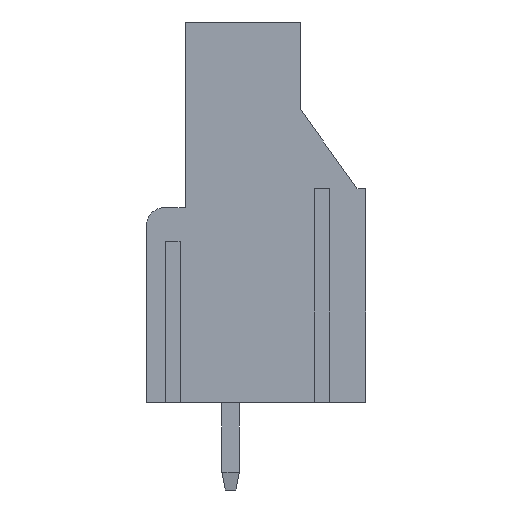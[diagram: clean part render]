
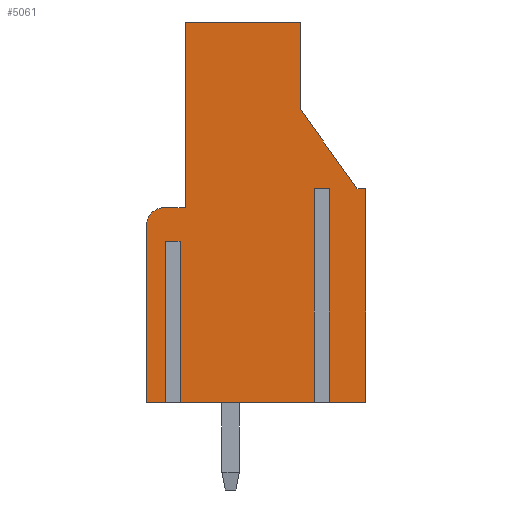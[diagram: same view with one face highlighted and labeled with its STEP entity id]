
A CAD part, left-side view. The second image highlights one B-rep face of the part: STEP entity #5061.
In plain terms, the highlighted planar face has unit normal (-1, 0, 0).
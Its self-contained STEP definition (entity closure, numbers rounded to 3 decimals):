
#313=LINE('',#7458,#809);
#321=LINE('',#7475,#817);
#323=LINE('',#7479,#819);
#326=LINE('',#7486,#822);
#329=LINE('',#7493,#825);
#333=LINE('',#7500,#829);
#430=LINE('',#9029,#926);
#437=LINE('',#9043,#933);
#447=LINE('',#9062,#943);
#451=LINE('',#9071,#947);
#454=LINE('',#9077,#950);
#478=LINE('',#9131,#974);
#491=LINE('',#9159,#987);
#495=LINE('',#9166,#991);
#504=LINE('',#9196,#1000);
#505=LINE('',#9197,#1001);
#506=LINE('',#9198,#1002);
#809=VECTOR('',#5931,1000.);
#817=VECTOR('',#5943,1000.);
#819=VECTOR('',#5947,1000.);
#822=VECTOR('',#5952,1000.);
#825=VECTOR('',#5957,1000.);
#829=VECTOR('',#5963,1000.);
#926=VECTOR('',#6250,1000.);
#933=VECTOR('',#6259,1000.);
#943=VECTOR('',#6271,1000.);
#947=VECTOR('',#6277,1000.);
#950=VECTOR('',#6282,1000.);
#974=VECTOR('',#6324,1000.);
#987=VECTOR('',#6347,1000.);
#991=VECTOR('',#6355,1000.);
#1000=VECTOR('',#6378,1000.);
#1001=VECTOR('',#6379,1000.);
#1002=VECTOR('',#6380,1000.);
#1857=ORIENTED_EDGE('',*,*,#2972,.F.);
#1858=ORIENTED_EDGE('',*,*,#3015,.F.);
#1859=ORIENTED_EDGE('',*,*,#2948,.F.);
#1860=ORIENTED_EDGE('',*,*,#2955,.F.);
#1861=ORIENTED_EDGE('',*,*,#3000,.F.);
#1862=ORIENTED_EDGE('',*,*,#2996,.F.);
#1863=ORIENTED_EDGE('',*,*,#3032,.F.);
#1864=ORIENTED_EDGE('',*,*,#2798,.F.);
#1865=ORIENTED_EDGE('',*,*,#2791,.T.);
#1866=ORIENTED_EDGE('',*,*,#2794,.T.);
#1867=ORIENTED_EDGE('',*,*,#3031,.F.);
#1868=ORIENTED_EDGE('',*,*,#2786,.F.);
#1869=ORIENTED_EDGE('',*,*,#2778,.F.);
#1870=ORIENTED_EDGE('',*,*,#2788,.T.);
#1871=ORIENTED_EDGE('',*,*,#3030,.F.);
#1872=ORIENTED_EDGE('',*,*,#3011,.F.);
#1873=ORIENTED_EDGE('',*,*,#2965,.F.);
#1874=ORIENTED_EDGE('',*,*,#2969,.F.);
#2778=EDGE_CURVE('',#3465,#3466,#313,.T.);
#2786=EDGE_CURVE('',#3466,#3471,#321,.T.);
#2788=EDGE_CURVE('',#3465,#3472,#323,.T.);
#2791=EDGE_CURVE('',#3476,#3475,#326,.T.);
#2794=EDGE_CURVE('',#3475,#3477,#329,.T.);
#2798=EDGE_CURVE('',#3476,#3480,#333,.T.);
#2948=EDGE_CURVE('',#3586,#3587,#430,.T.);
#2955=EDGE_CURVE('',#3591,#3586,#437,.T.);
#2965=EDGE_CURVE('',#3600,#3601,#447,.T.);
#2969=EDGE_CURVE('',#3604,#3600,#451,.T.);
#2972=EDGE_CURVE('',#3606,#3604,#454,.T.);
#2996=EDGE_CURVE('',#3626,#3627,#478,.T.);
#3000=EDGE_CURVE('',#3627,#3591,#3910,.T.);
#3011=EDGE_CURVE('',#3601,#3637,#491,.T.);
#3015=EDGE_CURVE('',#3587,#3606,#495,.T.);
#3030=EDGE_CURVE('',#3637,#3472,#504,.T.);
#3031=EDGE_CURVE('',#3471,#3477,#505,.T.);
#3032=EDGE_CURVE('',#3480,#3626,#506,.T.);
#3465=VERTEX_POINT('',#7459);
#3466=VERTEX_POINT('',#7460);
#3471=VERTEX_POINT('',#7474);
#3472=VERTEX_POINT('',#7478);
#3475=VERTEX_POINT('',#7485);
#3476=VERTEX_POINT('',#7487);
#3477=VERTEX_POINT('',#7491);
#3480=VERTEX_POINT('',#7498);
#3586=VERTEX_POINT('',#9030);
#3587=VERTEX_POINT('',#9031);
#3591=VERTEX_POINT('',#9042);
#3600=VERTEX_POINT('',#9063);
#3601=VERTEX_POINT('',#9064);
#3604=VERTEX_POINT('',#9072);
#3606=VERTEX_POINT('',#9078);
#3626=VERTEX_POINT('',#9130);
#3627=VERTEX_POINT('',#9132);
#3637=VERTEX_POINT('',#9160);
#3910=CIRCLE('',#5462,1.);
#4142=EDGE_LOOP('',(#1857,#1858,#1859,#1860,#1861,#1862,#1863,#1864,#1865,
#1866,#1867,#1868,#1869,#1870,#1871,#1872,#1873,#1874));
#4507=FACE_BOUND('',#4142,.T.);
#4804=PLANE('',#5474);
#5061=ADVANCED_FACE('',(#4507),#4804,.F.);
#5462=AXIS2_PLACEMENT_3D('',#9138,#6333,#6334);
#5474=AXIS2_PLACEMENT_3D('',#9200,#6383,#6384);
#5931=DIRECTION('',(0.,1.,0.));
#5943=DIRECTION('',(0.,0.,-1.));
#5947=DIRECTION('',(0.,0.,-1.));
#5952=DIRECTION('',(0.,-1.,0.));
#5957=DIRECTION('',(0.,0.,-1.));
#5963=DIRECTION('',(0.,0.,-1.));
#6250=DIRECTION('',(0.,0.,1.));
#6259=DIRECTION('',(0.,-1.,0.));
#6271=DIRECTION('',(0.,-1.,0.));
#6277=DIRECTION('',(0.,-0.581,-0.814));
#6282=DIRECTION('',(0.,0.,-1.));
#6324=DIRECTION('',(0.,0.,1.));
#6333=DIRECTION('',(1.,0.,0.));
#6334=DIRECTION('',(0.,1.,0.));
#6347=DIRECTION('',(0.,0.,-1.));
#6355=DIRECTION('',(0.,-1.,0.));
#6378=DIRECTION('',(0.,1.,0.));
#6379=DIRECTION('',(0.,1.,0.));
#6380=DIRECTION('',(0.,1.,0.));
#6383=DIRECTION('',(1.,0.,0.));
#6384=DIRECTION('',(0.,1.,0.));
#7458=CARTESIAN_POINT('',(-4.76,-4.241,12.2));
#7459=CARTESIAN_POINT('',(-4.76,-4.759,12.2));
#7460=CARTESIAN_POINT('',(-4.76,-4.241,12.2));
#7474=CARTESIAN_POINT('',(-4.76,-4.241,0.));
#7475=CARTESIAN_POINT('',(-4.76,-4.241,9.2));
#7478=CARTESIAN_POINT('',(-4.76,-4.759,0.));
#7479=CARTESIAN_POINT('',(-4.76,-4.759,9.2));
#7485=CARTESIAN_POINT('',(-4.76,3.741,9.2));
#7486=CARTESIAN_POINT('',(-4.76,3.741,9.2));
#7487=CARTESIAN_POINT('',(-4.76,4.259,9.2));
#7491=CARTESIAN_POINT('',(-4.76,3.741,0.));
#7493=CARTESIAN_POINT('',(-4.76,3.741,9.2));
#7498=CARTESIAN_POINT('',(-4.76,4.259,0.));
#7500=CARTESIAN_POINT('',(-4.76,4.259,9.2));
#9029=CARTESIAN_POINT('',(-4.76,3.3,21.7));
#9030=CARTESIAN_POINT('',(-4.76,3.3,11.1));
#9031=CARTESIAN_POINT('',(-4.76,3.3,21.7));
#9042=CARTESIAN_POINT('',(-4.76,4.5,11.1));
#9043=CARTESIAN_POINT('',(-4.76,3.3,11.1));
#9062=CARTESIAN_POINT('',(-4.76,-6.511,12.2));
#9063=CARTESIAN_POINT('',(-4.76,-6.511,12.2));
#9064=CARTESIAN_POINT('',(-4.76,-7.,12.2));
#9071=CARTESIAN_POINT('',(-4.76,-3.3,16.7));
#9072=CARTESIAN_POINT('',(-4.76,-3.3,16.7));
#9077=CARTESIAN_POINT('',(-4.76,-3.3,21.7));
#9078=CARTESIAN_POINT('',(-4.76,-3.3,21.7));
#9130=CARTESIAN_POINT('',(-4.76,5.5,0.));
#9131=CARTESIAN_POINT('',(-4.76,5.5,10.1));
#9132=CARTESIAN_POINT('',(-4.76,5.5,10.1));
#9138=CARTESIAN_POINT('',(-4.76,4.5,10.1));
#9159=CARTESIAN_POINT('',(-4.76,-7.,12.2));
#9160=CARTESIAN_POINT('',(-4.76,-7.,0.));
#9166=CARTESIAN_POINT('',(-4.76,-3.3,21.7));
#9196=CARTESIAN_POINT('',(-4.76,-7.,0.));
#9197=CARTESIAN_POINT('',(-4.76,-7.,0.));
#9198=CARTESIAN_POINT('',(-4.76,-7.,0.));
#9200=CARTESIAN_POINT('',(-4.76,4.5,10.1));
